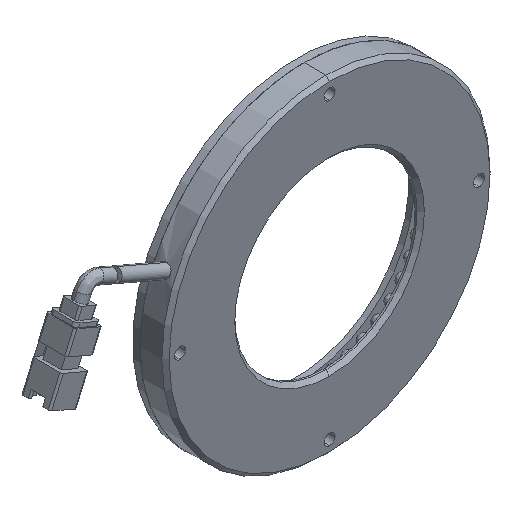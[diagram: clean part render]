
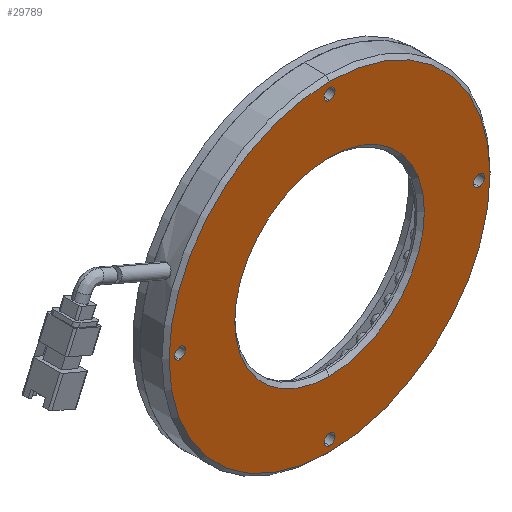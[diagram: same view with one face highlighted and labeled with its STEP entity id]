
A CAD part, isometric view. The second image highlights one B-rep face of the part: STEP entity #29789.
In plain terms, the highlighted planar face has unit normal (0, -1, 0).
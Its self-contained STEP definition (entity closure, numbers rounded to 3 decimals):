
#29 = CIRCLE ( 'NONE', #35013, 1.5 ) ;
#73 = DIRECTION ( 'NONE',  ( 0., -1., 0. ) ) ;
#101 = DIRECTION ( 'NONE',  ( 0., -1., 0. ) ) ;
#198 = DIRECTION ( 'NONE',  ( 0., 0., 1. ) ) ;
#438 = DIRECTION ( 'NONE',  ( 0., -1., 0. ) ) ;
#1004 = EDGE_CURVE ( 'NONE', #7512, #25248, #29, .T. ) ;
#1035 = VERTEX_POINT ( 'NONE', #3466 ) ;
#1047 = DIRECTION ( 'NONE',  ( 0., -1., 0. ) ) ;
#1350 = DIRECTION ( 'NONE',  ( 0., 0., -1. ) ) ;
#1432 = ORIENTED_EDGE ( 'NONE', *, *, #5408, .F. ) ;
#2054 = CIRCLE ( 'NONE', #20603, 1.5 ) ;
#2676 = EDGE_LOOP ( 'NONE', ( #6076, #22033 ) ) ;
#2719 = ORIENTED_EDGE ( 'NONE', *, *, #34959, .F. ) ;
#3072 = VERTEX_POINT ( 'NONE', #13887 ) ;
#3414 = AXIS2_PLACEMENT_3D ( 'NONE', #34711, #15710, #37842 ) ;
#3466 = CARTESIAN_POINT ( 'NONE',  ( 44.571, -1.376, -1.5 ) ) ;
#4206 = ORIENTED_EDGE ( 'NONE', *, *, #8549, .F. ) ;
#4327 = CIRCLE ( 'NONE', #18268, 1.5 ) ;
#4654 = CARTESIAN_POINT ( 'NONE',  ( 3.571, -1.376, 41. ) ) ;
#5408 = EDGE_CURVE ( 'NONE', #15334, #18380, #7289, .T. ) ;
#5476 = EDGE_CURVE ( 'NONE', #35092, #29875, #31970, .T. ) ;
#5566 = AXIS2_PLACEMENT_3D ( 'NONE', #39054, #20121, #1350 ) ;
#5901 = CIRCLE ( 'NONE', #33326, 1.5 ) ;
#5990 = CARTESIAN_POINT ( 'NONE',  ( 3.571, -1.376, -41. ) ) ;
#6076 = ORIENTED_EDGE ( 'NONE', *, *, #30807, .F. ) ;
#6216 = FACE_BOUND ( 'NONE', #9376, .T. ) ;
#7097 = VERTEX_POINT ( 'NONE', #30295 ) ;
#7289 = CIRCLE ( 'NONE', #31507, 44. ) ;
#7512 = VERTEX_POINT ( 'NONE', #12771 ) ;
#7720 = CARTESIAN_POINT ( 'NONE',  ( 3.571, -1.376, 42.5 ) ) ;
#7786 = DIRECTION ( 'NONE',  ( 0., 0., 1. ) ) ;
#8023 = VERTEX_POINT ( 'NONE', #28652 ) ;
#8549 = EDGE_CURVE ( 'NONE', #18380, #15334, #23261, .T. ) ;
#9143 = DIRECTION ( 'NONE',  ( 0., 0., 1. ) ) ;
#9376 = EDGE_LOOP ( 'NONE', ( #26754, #21670 ) ) ;
#9657 = CARTESIAN_POINT ( 'NONE',  ( 3.571, -1.376, 44. ) ) ;
#10035 = EDGE_LOOP ( 'NONE', ( #4206, #1432 ) ) ;
#10416 = CARTESIAN_POINT ( 'NONE',  ( 3.571, -1.376, 41. ) ) ;
#10449 = DIRECTION ( 'NONE',  ( 0., 0., 1. ) ) ;
#10515 = DIRECTION ( 'NONE',  ( 0., -1., 0. ) ) ;
#10570 = CARTESIAN_POINT ( 'NONE',  ( -37.429, -1.376, 0. ) ) ;
#11155 = ORIENTED_EDGE ( 'NONE', *, *, #16989, .F. ) ;
#11792 = AXIS2_PLACEMENT_3D ( 'NONE', #4654, #26725, #7786 ) ;
#12771 = CARTESIAN_POINT ( 'NONE',  ( 3.571, -1.376, 39.5 ) ) ;
#12859 = AXIS2_PLACEMENT_3D ( 'NONE', #37086, #18137, #40227 ) ;
#13291 = CARTESIAN_POINT ( 'NONE',  ( 3.571, -1.376, 0. ) ) ;
#13401 = EDGE_CURVE ( 'NONE', #1035, #28331, #4327, .T. ) ;
#13492 = CARTESIAN_POINT ( 'NONE',  ( 44.571, -1.376, 1.5 ) ) ;
#13643 = AXIS2_PLACEMENT_3D ( 'NONE', #18876, #101, #22066 ) ;
#13887 = CARTESIAN_POINT ( 'NONE',  ( 3.571, -1.376, -39.5 ) ) ;
#13965 = DIRECTION ( 'NONE',  ( 0., 1., 0. ) ) ;
#14014 = CARTESIAN_POINT ( 'NONE',  ( 3.571, -1.376, 0. ) ) ;
#14035 = ORIENTED_EDGE ( 'NONE', *, *, #29345, .F. ) ;
#14543 = FACE_BOUND ( 'NONE', #26662, .T. ) ;
#15334 = VERTEX_POINT ( 'NONE', #39478 ) ;
#15665 = CARTESIAN_POINT ( 'NONE',  ( -41.429, -1.376, 0. ) ) ;
#15710 = DIRECTION ( 'NONE',  ( 0., -1., 0. ) ) ;
#16424 = DIRECTION ( 'NONE',  ( 0., 0., 1. ) ) ;
#16719 = ORIENTED_EDGE ( 'NONE', *, *, #20011, .F. ) ;
#16989 = EDGE_CURVE ( 'NONE', #25248, #7512, #19025, .T. ) ;
#18137 = DIRECTION ( 'NONE',  ( 0., -1., 0. ) ) ;
#18268 = AXIS2_PLACEMENT_3D ( 'NONE', #19225, #438, #22426 ) ;
#18344 = EDGE_CURVE ( 'NONE', #29875, #35092, #23795, .T. ) ;
#18380 = VERTEX_POINT ( 'NONE', #9657 ) ;
#18863 = DIRECTION ( 'NONE',  ( 0., 0., 1. ) ) ;
#18876 = CARTESIAN_POINT ( 'NONE',  ( -37.429, -1.376, 0. ) ) ;
#19025 = CIRCLE ( 'NONE', #11792, 1.5 ) ;
#19225 = CARTESIAN_POINT ( 'NONE',  ( 44.571, -1.376, 0. ) ) ;
#19851 = CARTESIAN_POINT ( 'NONE',  ( 44.571, -1.376, 0. ) ) ;
#19885 = ORIENTED_EDGE ( 'NONE', *, *, #1004, .F. ) ;
#19963 = VERTEX_POINT ( 'NONE', #30981 ) ;
#20011 = EDGE_CURVE ( 'NONE', #8023, #3072, #5901, .T. ) ;
#20072 = AXIS2_PLACEMENT_3D ( 'NONE', #10570, #10515, #10449 ) ;
#20121 = DIRECTION ( 'NONE',  ( 0., -1., 0. ) ) ;
#20603 = AXIS2_PLACEMENT_3D ( 'NONE', #19851, #1047, #23030 ) ;
#20684 = CARTESIAN_POINT ( 'NONE',  ( -37.429, -1.376, 1.5 ) ) ;
#21670 = ORIENTED_EDGE ( 'NONE', *, *, #18344, .F. ) ;
#21872 = EDGE_LOOP ( 'NONE', ( #14035, #16719 ) ) ;
#22033 = ORIENTED_EDGE ( 'NONE', *, *, #13401, .F. ) ;
#22066 = DIRECTION ( 'NONE',  ( 0., 0., 1. ) ) ;
#22426 = DIRECTION ( 'NONE',  ( 0., 0., 1. ) ) ;
#22450 = CARTESIAN_POINT ( 'NONE',  ( -37.429, -1.376, -1.5 ) ) ;
#22853 = EDGE_CURVE ( 'NONE', #19963, #7097, #25587, .T. ) ;
#22935 = FACE_BOUND ( 'NONE', #21872, .T. ) ;
#23030 = DIRECTION ( 'NONE',  ( 0., 0., 1. ) ) ;
#23261 = CIRCLE ( 'NONE', #23984, 44. ) ;
#23795 = CIRCLE ( 'NONE', #13643, 1.5 ) ;
#23984 = AXIS2_PLACEMENT_3D ( 'NONE', #13291, #35411, #16424 ) ;
#24841 = PLANE ( 'NONE',  #27772 ) ;
#25248 = VERTEX_POINT ( 'NONE', #7720 ) ;
#25587 = CIRCLE ( 'NONE', #12859, 26. ) ;
#26662 = EDGE_LOOP ( 'NONE', ( #11155, #19885 ) ) ;
#26725 = DIRECTION ( 'NONE',  ( 0., -1., 0. ) ) ;
#26754 = ORIENTED_EDGE ( 'NONE', *, *, #5476, .F. ) ;
#27772 = AXIS2_PLACEMENT_3D ( 'NONE', #15665, #37799, #18863 ) ;
#28082 = DIRECTION ( 'NONE',  ( 0., -1., 0. ) ) ;
#28331 = VERTEX_POINT ( 'NONE', #13492 ) ;
#28652 = CARTESIAN_POINT ( 'NONE',  ( 3.571, -1.376, -42.5 ) ) ;
#29345 = EDGE_CURVE ( 'NONE', #3072, #8023, #39291, .T. ) ;
#29789 = ADVANCED_FACE ( 'NONE', ( #22935, #31398, #14543, #6216, #38754, #30426 ), #24841, .F. ) ;
#29875 = VERTEX_POINT ( 'NONE', #22450 ) ;
#30295 = CARTESIAN_POINT ( 'NONE',  ( 3.571, -1.376, 26. ) ) ;
#30426 = FACE_BOUND ( 'NONE', #30848, .T. ) ;
#30807 = EDGE_CURVE ( 'NONE', #28331, #1035, #2054, .T. ) ;
#30848 = EDGE_LOOP ( 'NONE', ( #34297, #2719 ) ) ;
#30981 = CARTESIAN_POINT ( 'NONE',  ( 3.571, -1.376, -26. ) ) ;
#31398 = FACE_BOUND ( 'NONE', #2676, .T. ) ;
#31507 = AXIS2_PLACEMENT_3D ( 'NONE', #14014, #13965, #31938 ) ;
#31938 = DIRECTION ( 'NONE',  ( 0., 0., 1. ) ) ;
#31970 = CIRCLE ( 'NONE', #20072, 1.5 ) ;
#33326 = AXIS2_PLACEMENT_3D ( 'NONE', #5990, #28082, #9143 ) ;
#34297 = ORIENTED_EDGE ( 'NONE', *, *, #22853, .F. ) ;
#34711 = CARTESIAN_POINT ( 'NONE',  ( 3.571, -1.376, -41. ) ) ;
#34959 = EDGE_CURVE ( 'NONE', #7097, #19963, #39439, .T. ) ;
#35013 = AXIS2_PLACEMENT_3D ( 'NONE', #10416, #73, #198 ) ;
#35092 = VERTEX_POINT ( 'NONE', #20684 ) ;
#35411 = DIRECTION ( 'NONE',  ( 0., 1., 0. ) ) ;
#37086 = CARTESIAN_POINT ( 'NONE',  ( 3.571, -1.376, 0. ) ) ;
#37799 = DIRECTION ( 'NONE',  ( 0., 1., 0. ) ) ;
#37842 = DIRECTION ( 'NONE',  ( 0., 0., 1. ) ) ;
#38754 = FACE_OUTER_BOUND ( 'NONE', #10035, .T. ) ;
#39054 = CARTESIAN_POINT ( 'NONE',  ( 3.571, -1.376, 0. ) ) ;
#39291 = CIRCLE ( 'NONE', #3414, 1.5 ) ;
#39439 = CIRCLE ( 'NONE', #5566, 26. ) ;
#39478 = CARTESIAN_POINT ( 'NONE',  ( 3.571, -1.376, -44. ) ) ;
#40227 = DIRECTION ( 'NONE',  ( 0., 0., -1. ) ) ;
